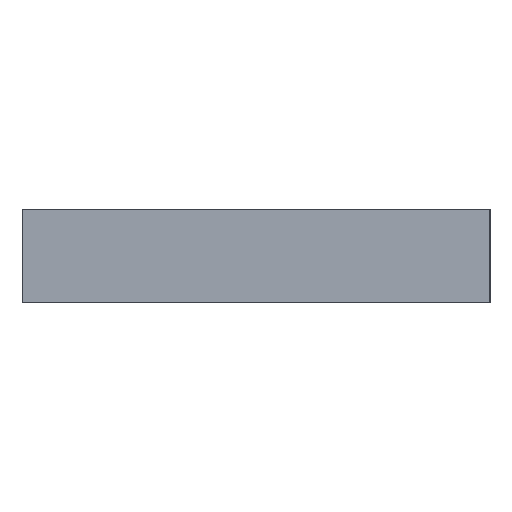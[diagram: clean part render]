
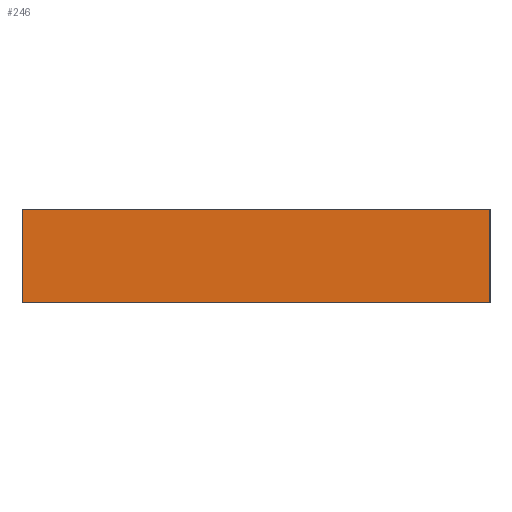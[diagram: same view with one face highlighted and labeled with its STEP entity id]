
A CAD part, left-side view. The second image highlights one B-rep face of the part: STEP entity #246.
In plain terms, the highlighted planar face has unit normal (-1, 0, 0).
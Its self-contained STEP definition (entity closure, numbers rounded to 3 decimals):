
#30=PLANE('',#286);
#44=FACE_OUTER_BOUND('',#60,.T.);
#60=EDGE_LOOP('',(#209,#210,#211,#212));
#78=LINE('',#405,#96);
#86=LINE('',#420,#104);
#87=LINE('',#422,#105);
#88=LINE('',#423,#106);
#96=VECTOR('',#340,10.);
#104=VECTOR('',#352,10.);
#105=VECTOR('',#355,10.);
#106=VECTOR('',#356,10.);
#132=VERTEX_POINT('',#402);
#133=VERTEX_POINT('',#404);
#137=VERTEX_POINT('',#416);
#138=VERTEX_POINT('',#418);
#158=EDGE_CURVE('',#132,#133,#78,.T.);
#166=EDGE_CURVE('',#137,#138,#86,.T.);
#167=EDGE_CURVE('',#132,#137,#87,.T.);
#168=EDGE_CURVE('',#133,#138,#88,.T.);
#209=ORIENTED_EDGE('',*,*,#167,.T.);
#210=ORIENTED_EDGE('',*,*,#166,.T.);
#211=ORIENTED_EDGE('',*,*,#168,.F.);
#212=ORIENTED_EDGE('',*,*,#158,.F.);
#246=ADVANCED_FACE('',(#44),#30,.T.);
#286=AXIS2_PLACEMENT_3D('',#421,#353,#354);
#340=DIRECTION('',(0.,0.,1.));
#352=DIRECTION('',(0.,0.,1.));
#353=DIRECTION('center_axis',(-1.,0.,0.));
#354=DIRECTION('ref_axis',(0.,-1.,0.));
#355=DIRECTION('',(0.,-1.,0.));
#356=DIRECTION('',(0.,-1.,0.));
#402=CARTESIAN_POINT('',(0.,25.,0.));
#404=CARTESIAN_POINT('',(0.,25.,5.));
#405=CARTESIAN_POINT('',(0.,25.,0.));
#416=CARTESIAN_POINT('',(0.,0.,0.));
#418=CARTESIAN_POINT('',(0.,0.,5.));
#420=CARTESIAN_POINT('',(0.,0.,0.));
#421=CARTESIAN_POINT('Origin',(0.,25.,0.));
#422=CARTESIAN_POINT('',(0.,25.,0.));
#423=CARTESIAN_POINT('',(0.,25.,5.));
